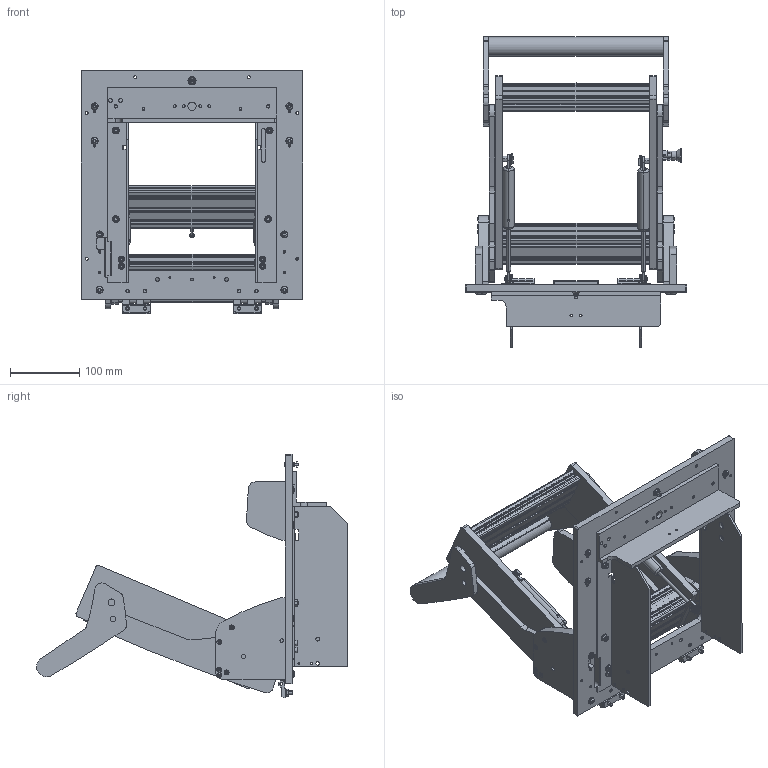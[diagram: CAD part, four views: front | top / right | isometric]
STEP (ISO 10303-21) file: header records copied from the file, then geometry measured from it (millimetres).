
FILE_DESCRIPTION (( 'STEP AP203' ), '1' );
FILE_NAME ('INGUN_105126_open.STEP', '2023-07-20T13:23:41', ( '' ), ( '' ), 'SwSTEP 2.0', 'SolidWorks 2021', '' );
FILE_SCHEMA (( 'CONFIG_CONTROL_DESIGN' ));
Length unit declared in the file: millimetre
Products named in the file (53): 48509~2_S; 40571~0_mit Lehre gebohrt<S>; 109947~0_KUNDE<S>; ISO7380~n_M04,0x016; DIN6325~n_06,0m6x012; 109948~0_KUNDE<S>; 39892~7_KUNDE<S>; 39891~3_KUNDE<S>; 111995~2_S; K_02037~0_Standard ohne Dyn Punkt<Standard>; 112087~1_S; DIN7991~n_M05,0x020; 39894~2_KUNDE<S>; 40519~6_S; DIN125~n_04,3 M04,0; 38786~1; 55712~0_KUNDE<S>; 53735~1_KUNDE<S>; 105121~0_KUNDE<S>; 40518~3_S; DIN934~n_M05,0; DIN125~n_05,3 M05,0 Fase; 47523~0_S; 112086~2_S; 2281~0_180ø<Standard>; 109128~0_offen <S>; 3381~0; K_02038~0; 40568~4_KUNDE<S>; ISO7380~n_M05,0x020; 40569~1_S; 109746~1_S; 34328~1_S; 40565~5_S; DIN6325~n_04,0m6x014; 39893~3_KUNDE<S>; 40567~5_KUNDE<S>; INGUN_105126_open; DIN6325~n_04,0m6x016; 49317~0 ...
Assembly tree (121 placements, depth 5):
  INGUN_105126_open
    109746~1_S
      40515~11
      40518~3_S
      40565~5_S
      40519~6_S
      48509~2_S
      2281~0_180ø<Standard>  x2
        2281~0
      112064~0_S  x2
      53031~0_S
      114566~0_S  x2
        112087~1_S
          111995~2_S
          112086~2_S
          DIN125~n_05,3 M05,0 Fase
        49317~0
        DIN912~n_M04,0x016
        DIN125~n_04,3 M04,0
        DIN125~n_06,4 M06,0 Fase
      DIN7991~n_M05,0x016  x10
      DIN7991~n_M05,0x020  x6
      DIN125~n_05,3 M05,0 Fase  x4
      DIN934~n_M05,0  x4
      DIN6325~n_04,0m6x016  x2
      DIN6325~n_06,0m6x012  x2
    105121~0_KUNDE<S>
      40567~5_KUNDE<S>
      40568~4_KUNDE<S>
      34328~1_S  x2
      40571~0_mit Lehre gebohrt<S>
      40569~1_S
      3381~0
      ISO7380~n_M04,0x016
      57801~2_S  x2
      49317~0  x2
      DIN125~n_06,4 M06,0 Fase  x2
    109946~0_KUNDE<S>
      53735~1_KUNDE<S>
    109947~0_KUNDE<S>
      53735~1_KUNDE<S>
    39892~7_KUNDE<S>
    39891~3_KUNDE<S>
    39894~2_KUNDE<S>
    39893~3_KUNDE<S>
    109948~0_KUNDE<S>
      36176~0_S
      55712~0_KUNDE<S>  x2
    38786~1
      K_02037~0
      K_02038~0
    2497~0
      K_02037~0_Standard ohne Dyn Punkt<Standard>
      K_02038~0
    47523~0_S  x10
    109128~0_offen <S>
    ISO7380~n_M05,0x020  x8
    DIN125~n_05,3 M05,0 Fase  x8
    DIN6325~n_04,0m6x014  x8
Bounding box: 320 x 448.8 x 351.5 mm (x, y, z)
Volume: 2398475.9 mm3; surface area: 951781.2 mm2
Topology: 123 solids, 123 shells, 3080 faces, 7897 edges, 5044 vertices
Faces by surface type: cylinder 1259, plane 1183, cone 471, bspline 91, sphere 50, torus 26
Entity records: 63360 total; most frequent: CARTESIAN_POINT 10922, DIRECTION 9962, ORIENTED_EDGE 9076, EDGE_CURVE 4538, AXIS2_PLACEMENT_3D 3721, VERTEX_POINT 2940, LINE 2520, VECTOR 2520
